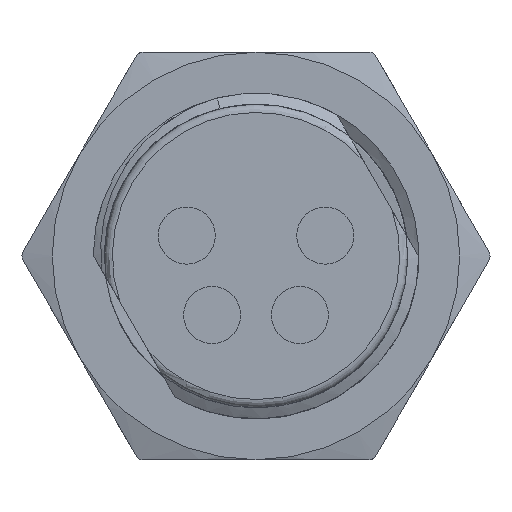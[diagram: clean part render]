
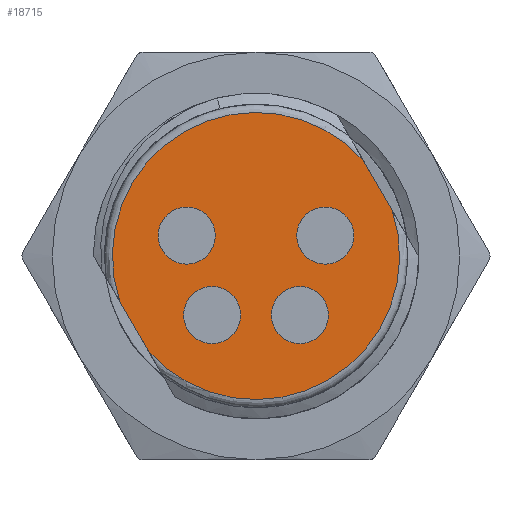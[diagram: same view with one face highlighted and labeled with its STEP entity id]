
A CAD part, front view. The second image highlights one B-rep face of the part: STEP entity #18715.
In plain terms, the highlighted planar face has unit normal (0, -1, 0).
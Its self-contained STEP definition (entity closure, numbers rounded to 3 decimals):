
#7529=CARTESIAN_POINT('',(0.,-7.5,0.));
#7530=DIRECTION('',(0.,-1.,0.));
#7531=DIRECTION('',(-0.746,0.,-0.666));
#7532=AXIS2_PLACEMENT_3D('',#7529,#7530,#7531);
#7553=DIRECTION('',(0.5,0.,-0.866));
#7554=VECTOR('',#7553,1.434);
#7555=CARTESIAN_POINT('',(-3.346,-7.5,-1.104));
#7556=LINE('',#7555,#7554);
#7557=DIRECTION('',(-0.5,0.,0.866));
#7558=VECTOR('',#7557,1.434);
#7559=CARTESIAN_POINT('',(3.346,-7.5,1.104));
#7560=LINE('',#7559,#7558);
#7561=CARTESIAN_POINT('',(0.,-7.5,0.));
#7562=DIRECTION('',(0.,-1.,0.));
#7563=DIRECTION('',(0.746,0.,0.666));
#7564=AXIS2_PLACEMENT_3D('',#7561,#7562,#7563);
#8468=CARTESIAN_POINT('',(-1.7,-7.5,0.5));
#8469=DIRECTION('',(0.,-1.,0.));
#8470=DIRECTION('',(1.,0.,0.));
#8471=AXIS2_PLACEMENT_3D('',#8468,#8469,#8470);
#8478=CARTESIAN_POINT('',(-1.7,-7.5,0.5));
#8479=DIRECTION('',(0.,-1.,0.));
#8480=DIRECTION('',(-1.,0.,0.));
#8481=AXIS2_PLACEMENT_3D('',#8478,#8479,#8480);
#8496=CARTESIAN_POINT('',(-1.075,-7.5,-1.45));
#8497=DIRECTION('',(0.,-1.,0.));
#8498=DIRECTION('',(1.,0.,0.));
#8499=AXIS2_PLACEMENT_3D('',#8496,#8497,#8498);
#8506=CARTESIAN_POINT('',(-1.075,-7.5,-1.45));
#8507=DIRECTION('',(0.,-1.,0.));
#8508=DIRECTION('',(-1.,0.,0.));
#8509=AXIS2_PLACEMENT_3D('',#8506,#8507,#8508);
#8524=CARTESIAN_POINT('',(1.075,-7.5,-1.45));
#8525=DIRECTION('',(0.,-1.,0.));
#8526=DIRECTION('',(1.,0.,0.));
#8527=AXIS2_PLACEMENT_3D('',#8524,#8525,#8526);
#8534=CARTESIAN_POINT('',(1.075,-7.5,-1.45));
#8535=DIRECTION('',(0.,-1.,0.));
#8536=DIRECTION('',(-1.,0.,0.));
#8537=AXIS2_PLACEMENT_3D('',#8534,#8535,#8536);
#8552=CARTESIAN_POINT('',(1.7,-7.5,0.5));
#8553=DIRECTION('',(0.,-1.,0.));
#8554=DIRECTION('',(1.,0.,0.));
#8555=AXIS2_PLACEMENT_3D('',#8552,#8553,#8554);
#8562=CARTESIAN_POINT('',(1.7,-7.5,0.5));
#8563=DIRECTION('',(0.,-1.,0.));
#8564=DIRECTION('',(-1.,0.,0.));
#8565=AXIS2_PLACEMENT_3D('',#8562,#8563,#8564);
#8967=CARTESIAN_POINT('',(-3.346,-7.5,-1.104));
#8968=CARTESIAN_POINT('',(-2.629,-7.5,-2.346));
#8969=VERTEX_POINT('',#8967);
#8970=VERTEX_POINT('',#8968);
#8971=CARTESIAN_POINT('',(3.346,-7.5,1.104));
#8972=CARTESIAN_POINT('',(2.629,-7.5,2.346));
#8973=VERTEX_POINT('',#8971);
#8974=VERTEX_POINT('',#8972);
#9770=CARTESIAN_POINT('',(2.4,-7.5,0.5));
#9771=CARTESIAN_POINT('',(1.,-7.5,0.5));
#9772=VERTEX_POINT('',#9770);
#9773=VERTEX_POINT('',#9771);
#9774=CARTESIAN_POINT('',(1.775,-7.5,-1.45));
#9775=CARTESIAN_POINT('',(0.375,-7.5,-1.45));
#9776=VERTEX_POINT('',#9774);
#9777=VERTEX_POINT('',#9775);
#9778=CARTESIAN_POINT('',(-0.375,-7.5,-1.45));
#9779=CARTESIAN_POINT('',(-1.775,-7.5,-1.45));
#9780=VERTEX_POINT('',#9778);
#9781=VERTEX_POINT('',#9779);
#9782=CARTESIAN_POINT('',(-1.,-7.5,0.5));
#9783=CARTESIAN_POINT('',(-2.4,-7.5,0.5));
#9784=VERTEX_POINT('',#9782);
#9785=VERTEX_POINT('',#9783);
#18679=CARTESIAN_POINT('',(0.,-7.5,0.));
#18680=DIRECTION('',(0.,1.,0.));
#18681=DIRECTION('',(1.,0.,0.));
#18682=AXIS2_PLACEMENT_3D('',#18679,#18680,#18681);
#18683=PLANE('',#18682);
#18684=ORIENTED_EDGE('',*,*,#10096,.F.);
#18686=ORIENTED_EDGE('',*,*,#18685,.F.);
#18687=ORIENTED_EDGE('',*,*,#10710,.F.);
#18688=ORIENTED_EDGE('',*,*,#18673,.F.);
#18689=EDGE_LOOP('',(#18684,#18686,#18687,#18688));
#18690=FACE_OUTER_BOUND('',#18689,.F.);
#18692=ORIENTED_EDGE('',*,*,#18691,.T.);
#18694=ORIENTED_EDGE('',*,*,#18693,.T.);
#18695=EDGE_LOOP('',(#18692,#18694));
#18696=FACE_BOUND('',#18695,.F.);
#18698=ORIENTED_EDGE('',*,*,#18697,.T.);
#18700=ORIENTED_EDGE('',*,*,#18699,.T.);
#18701=EDGE_LOOP('',(#18698,#18700));
#18702=FACE_BOUND('',#18701,.F.);
#18704=ORIENTED_EDGE('',*,*,#18703,.T.);
#18706=ORIENTED_EDGE('',*,*,#18705,.T.);
#18707=EDGE_LOOP('',(#18704,#18706));
#18708=FACE_BOUND('',#18707,.F.);
#18710=ORIENTED_EDGE('',*,*,#18709,.T.);
#18712=ORIENTED_EDGE('',*,*,#18711,.T.);
#18713=EDGE_LOOP('',(#18710,#18712));
#18714=FACE_BOUND('',#18713,.F.);
#7533=CIRCLE('',#7532,3.524);
#7565=CIRCLE('',#7564,3.524);
#8472=CIRCLE('',#8471,0.7);
#8482=CIRCLE('',#8481,0.7);
#8500=CIRCLE('',#8499,0.7);
#8510=CIRCLE('',#8509,0.7);
#8528=CIRCLE('',#8527,0.7);
#8538=CIRCLE('',#8537,0.7);
#8556=CIRCLE('',#8555,0.7);
#8566=CIRCLE('',#8565,0.7);
#10096=EDGE_CURVE('',#8969,#8970,#7556,.T.);
#10710=EDGE_CURVE('',#8973,#8974,#7560,.T.);
#18673=EDGE_CURVE('',#8970,#8973,#7533,.T.);
#18685=EDGE_CURVE('',#8974,#8969,#7565,.T.);
#18691=EDGE_CURVE('',#9784,#9785,#8472,.T.);
#18693=EDGE_CURVE('',#9785,#9784,#8482,.T.);
#18697=EDGE_CURVE('',#9780,#9781,#8500,.T.);
#18699=EDGE_CURVE('',#9781,#9780,#8510,.T.);
#18703=EDGE_CURVE('',#9776,#9777,#8528,.T.);
#18705=EDGE_CURVE('',#9777,#9776,#8538,.T.);
#18709=EDGE_CURVE('',#9772,#9773,#8556,.T.);
#18711=EDGE_CURVE('',#9773,#9772,#8566,.T.);
#18715=ADVANCED_FACE('',(#18690,#18696,#18702,#18708,#18714),#18683,.F.);
